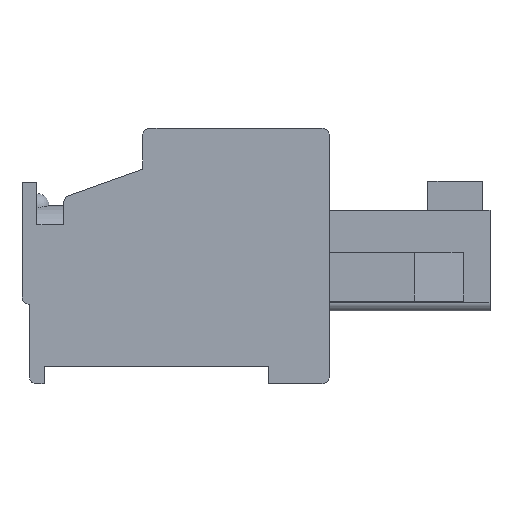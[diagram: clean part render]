
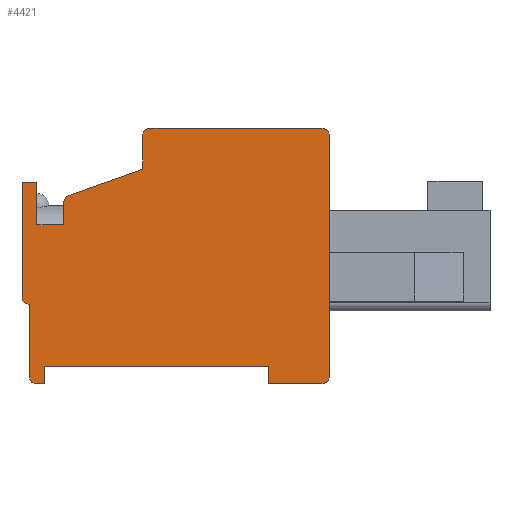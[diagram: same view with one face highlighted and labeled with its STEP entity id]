
A CAD part, left-side view. The second image highlights one B-rep face of the part: STEP entity #4421.
In plain terms, the highlighted planar face has unit normal (-1, 0, 0).
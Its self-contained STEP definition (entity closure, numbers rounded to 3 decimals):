
#16=DIRECTION('',(0.,1.,0.));
#17=VECTOR('',#16,2.2);
#18=CARTESIAN_POINT('',(0.,0.3,0.));
#19=LINE('',#18,#17);
#20=DIRECTION('',(0.,0.,-1.));
#21=VECTOR('',#20,0.72);
#22=CARTESIAN_POINT('',(0.,2.5,0.72));
#23=LINE('',#22,#21);
#24=DIRECTION('',(0.,-1.,0.));
#25=VECTOR('',#24,9.19);
#26=CARTESIAN_POINT('',(0.,11.69,0.72));
#27=LINE('',#26,#25);
#28=DIRECTION('',(0.,0.,1.));
#29=VECTOR('',#28,0.72);
#30=CARTESIAN_POINT('',(0.,11.69,0.));
#31=LINE('',#30,#29);
#32=DIRECTION('',(0.,1.,0.));
#33=VECTOR('',#32,0.31);
#34=CARTESIAN_POINT('',(0.,11.69,0.));
#35=LINE('',#34,#33);
#36=CARTESIAN_POINT('',(0.,12.,0.3));
#37=DIRECTION('',(1.,0.,0.));
#38=DIRECTION('',(0.,0.,-1.));
#39=AXIS2_PLACEMENT_3D('',#36,#37,#38);
#41=DIRECTION('',(0.,0.,-1.));
#42=VECTOR('',#41,2.97);
#43=CARTESIAN_POINT('',(0.,12.3,3.27));
#44=LINE('',#43,#42);
#45=CARTESIAN_POINT('',(0.,12.3,3.57));
#46=DIRECTION('',(-1.,0.,0.));
#47=DIRECTION('',(0.,1.,0.));
#48=AXIS2_PLACEMENT_3D('',#45,#46,#47);
#50=DIRECTION('',(0.,0.,1.));
#51=VECTOR('',#50,4.69);
#52=CARTESIAN_POINT('',(0.,12.6,3.57));
#53=LINE('',#52,#51);
#54=DIRECTION('',(0.,1.,0.));
#55=VECTOR('',#54,0.61);
#56=CARTESIAN_POINT('',(0.,11.99,8.26));
#57=LINE('',#56,#55);
#58=DIRECTION('',(0.,0.,1.));
#59=VECTOR('',#58,1.731);
#60=CARTESIAN_POINT('',(0.,11.99,6.529));
#61=LINE('',#60,#59);
#62=DIRECTION('',(0.,1.,0.));
#63=VECTOR('',#62,1.1);
#64=CARTESIAN_POINT('',(0.,10.89,6.529));
#65=LINE('',#64,#63);
#66=DIRECTION('',(0.,0.,-1.));
#67=VECTOR('',#66,0.911);
#68=CARTESIAN_POINT('',(0.,10.89,7.44));
#69=LINE('',#68,#67);
#70=CARTESIAN_POINT('',(0.,10.59,7.44));
#71=DIRECTION('',(1.,0.,0.));
#72=DIRECTION('',(0.,1.,0.));
#73=AXIS2_PLACEMENT_3D('',#70,#71,#72);
#75=DIRECTION('',(0.,0.942,-0.337));
#76=VECTOR('',#75,3.23);
#77=CARTESIAN_POINT('',(0.,7.65,8.81));
#78=LINE('',#77,#76);
#79=DIRECTION('',(0.,0.,-1.));
#80=VECTOR('',#79,1.39);
#81=CARTESIAN_POINT('',(0.,7.65,10.2));
#82=LINE('',#81,#80);
#83=CARTESIAN_POINT('',(0.,7.35,10.2));
#84=DIRECTION('',(-1.,0.,0.));
#85=DIRECTION('',(0.,0.,1.));
#86=AXIS2_PLACEMENT_3D('',#83,#84,#85);
#88=DIRECTION('',(0.,-1.,0.));
#89=VECTOR('',#88,7.05);
#90=CARTESIAN_POINT('',(0.,7.35,10.5));
#91=LINE('',#90,#89);
#92=CARTESIAN_POINT('',(0.,0.3,10.2));
#93=DIRECTION('',(-1.,0.,0.));
#94=DIRECTION('',(0.,-1.,0.));
#95=AXIS2_PLACEMENT_3D('',#92,#93,#94);
#97=DIRECTION('',(0.,0.,-1.));
#98=VECTOR('',#97,9.9);
#99=CARTESIAN_POINT('',(0.,0.,10.2));
#100=LINE('',#99,#98);
#101=CARTESIAN_POINT('',(0.,0.3,0.3));
#102=DIRECTION('',(-1.,0.,0.));
#103=DIRECTION('',(0.,0.,-1.));
#104=AXIS2_PLACEMENT_3D('',#101,#102,#103);
#3692=CARTESIAN_POINT('',(0.,0.3,0.));
#3693=CARTESIAN_POINT('',(0.,2.5,0.));
#3694=VERTEX_POINT('',#3692);
#3695=VERTEX_POINT('',#3693);
#3696=CARTESIAN_POINT('',(0.,11.69,0.));
#3697=CARTESIAN_POINT('',(0.,12.,0.));
#3698=VERTEX_POINT('',#3696);
#3699=VERTEX_POINT('',#3697);
#3700=CARTESIAN_POINT('',(0.,12.6,3.57));
#3701=CARTESIAN_POINT('',(0.,12.6,8.26));
#3702=VERTEX_POINT('',#3700);
#3703=VERTEX_POINT('',#3701);
#3704=CARTESIAN_POINT('',(0.,7.35,10.5));
#3705=CARTESIAN_POINT('',(0.,0.3,10.5));
#3706=VERTEX_POINT('',#3704);
#3707=VERTEX_POINT('',#3705);
#3708=CARTESIAN_POINT('',(0.,0.,10.2));
#3709=CARTESIAN_POINT('',(0.,0.,0.3));
#3710=VERTEX_POINT('',#3708);
#3711=VERTEX_POINT('',#3709);
#3712=CARTESIAN_POINT('',(0.,11.69,0.72));
#3713=VERTEX_POINT('',#3712);
#3714=CARTESIAN_POINT('',(0.,2.5,0.72));
#3715=VERTEX_POINT('',#3714);
#3716=CARTESIAN_POINT('',(0.,12.3,3.27));
#3717=CARTESIAN_POINT('',(0.,12.3,0.3));
#3718=VERTEX_POINT('',#3716);
#3719=VERTEX_POINT('',#3717);
#3720=CARTESIAN_POINT('',(0.,7.65,10.2));
#3721=CARTESIAN_POINT('',(0.,7.65,8.81));
#3722=VERTEX_POINT('',#3720);
#3723=VERTEX_POINT('',#3721);
#3724=CARTESIAN_POINT('',(0.,10.691,7.722));
#3725=VERTEX_POINT('',#3724);
#3726=CARTESIAN_POINT('',(0.,10.89,7.44));
#3727=VERTEX_POINT('',#3726);
#3728=CARTESIAN_POINT('',(0.,10.89,6.529));
#3729=VERTEX_POINT('',#3728);
#3730=CARTESIAN_POINT('',(0.,11.99,6.529));
#3731=CARTESIAN_POINT('',(0.,11.99,8.26));
#3732=VERTEX_POINT('',#3730);
#3733=VERTEX_POINT('',#3731);
#4372=CARTESIAN_POINT('',(0.,14.763,-8.6));
#4373=DIRECTION('',(-1.,0.,0.));
#4374=DIRECTION('',(0.,-1.,0.));
#4375=AXIS2_PLACEMENT_3D('',#4372,#4373,#4374);
#4376=PLANE('',#4375);
#4378=ORIENTED_EDGE('',*,*,#4377,.T.);
#4380=ORIENTED_EDGE('',*,*,#4379,.F.);
#4382=ORIENTED_EDGE('',*,*,#4381,.F.);
#4384=ORIENTED_EDGE('',*,*,#4383,.F.);
#4386=ORIENTED_EDGE('',*,*,#4385,.T.);
#4388=ORIENTED_EDGE('',*,*,#4387,.T.);
#4390=ORIENTED_EDGE('',*,*,#4389,.F.);
#4392=ORIENTED_EDGE('',*,*,#4391,.F.);
#4394=ORIENTED_EDGE('',*,*,#4393,.T.);
#4396=ORIENTED_EDGE('',*,*,#4395,.F.);
#4398=ORIENTED_EDGE('',*,*,#4397,.F.);
#4400=ORIENTED_EDGE('',*,*,#4399,.F.);
#4402=ORIENTED_EDGE('',*,*,#4401,.F.);
#4404=ORIENTED_EDGE('',*,*,#4403,.T.);
#4406=ORIENTED_EDGE('',*,*,#4405,.F.);
#4408=ORIENTED_EDGE('',*,*,#4407,.F.);
#4410=ORIENTED_EDGE('',*,*,#4409,.F.);
#4412=ORIENTED_EDGE('',*,*,#4411,.T.);
#4414=ORIENTED_EDGE('',*,*,#4413,.F.);
#4416=ORIENTED_EDGE('',*,*,#4415,.T.);
#4418=ORIENTED_EDGE('',*,*,#4417,.F.);
#4419=EDGE_LOOP('',(#4378,#4380,#4382,#4384,#4386,#4388,#4390,#4392,#4394,#4396,
#4398,#4400,#4402,#4404,#4406,#4408,#4410,#4412,#4414,#4416,#4418));
#4420=FACE_OUTER_BOUND('',#4419,.F.);
#4421=ADVANCED_FACE('',(#4420),#4376,.T.);
#40=CIRCLE('',#39,0.3);
#49=CIRCLE('',#48,0.3);
#74=CIRCLE('',#73,0.3);
#87=CIRCLE('',#86,0.3);
#96=CIRCLE('',#95,0.3);
#105=CIRCLE('',#104,0.3);
#4377=EDGE_CURVE('',#3694,#3695,#19,.T.);
#4379=EDGE_CURVE('',#3715,#3695,#23,.T.);
#4381=EDGE_CURVE('',#3713,#3715,#27,.T.);
#4383=EDGE_CURVE('',#3698,#3713,#31,.T.);
#4385=EDGE_CURVE('',#3698,#3699,#35,.T.);
#4387=EDGE_CURVE('',#3699,#3719,#40,.T.);
#4389=EDGE_CURVE('',#3718,#3719,#44,.T.);
#4391=EDGE_CURVE('',#3702,#3718,#49,.T.);
#4393=EDGE_CURVE('',#3702,#3703,#53,.T.);
#4395=EDGE_CURVE('',#3733,#3703,#57,.T.);
#4397=EDGE_CURVE('',#3732,#3733,#61,.T.);
#4399=EDGE_CURVE('',#3729,#3732,#65,.T.);
#4401=EDGE_CURVE('',#3727,#3729,#69,.T.);
#4403=EDGE_CURVE('',#3727,#3725,#74,.T.);
#4405=EDGE_CURVE('',#3723,#3725,#78,.T.);
#4407=EDGE_CURVE('',#3722,#3723,#82,.T.);
#4409=EDGE_CURVE('',#3706,#3722,#87,.T.);
#4411=EDGE_CURVE('',#3706,#3707,#91,.T.);
#4413=EDGE_CURVE('',#3710,#3707,#96,.T.);
#4415=EDGE_CURVE('',#3710,#3711,#100,.T.);
#4417=EDGE_CURVE('',#3694,#3711,#105,.T.);
